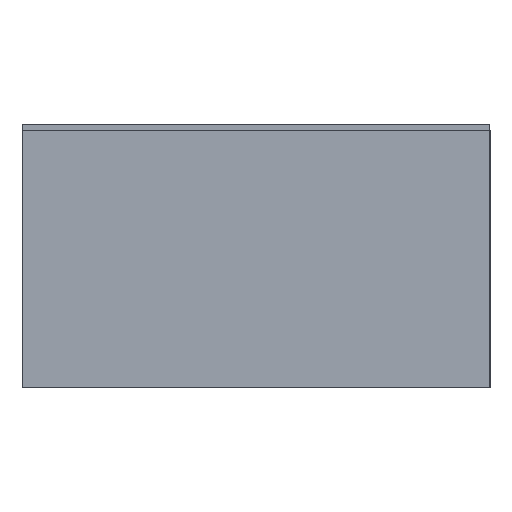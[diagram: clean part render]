
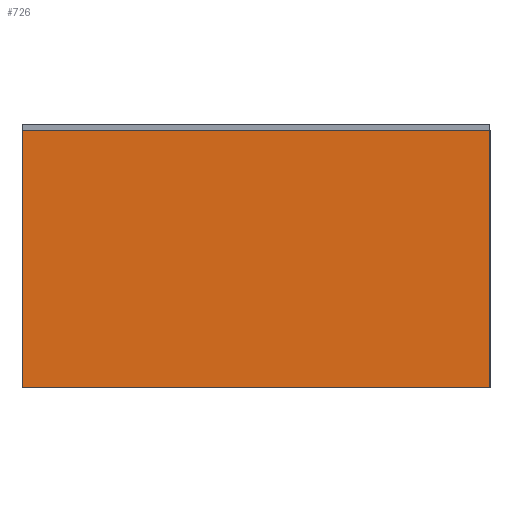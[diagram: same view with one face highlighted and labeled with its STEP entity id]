
A CAD part, left-side view. The second image highlights one B-rep face of the part: STEP entity #726.
In plain terms, the highlighted planar face has unit normal (-1, 0, 0).
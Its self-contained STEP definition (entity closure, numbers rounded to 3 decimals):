
#172=ORIENTED_EDGE('',*,*,#303,.F.);
#173=ORIENTED_EDGE('',*,*,#306,.F.);
#174=ORIENTED_EDGE('',*,*,#293,.T.);
#175=ORIENTED_EDGE('',*,*,#279,.T.);
#279=EDGE_CURVE('',#360,#359,#439,.T.);
#293=EDGE_CURVE('',#372,#360,#453,.T.);
#303=EDGE_CURVE('',#379,#359,#463,.T.);
#306=EDGE_CURVE('',#372,#379,#466,.T.);
#359=VERTEX_POINT('',#1124);
#360=VERTEX_POINT('',#1126);
#372=VERTEX_POINT('',#1154);
#379=VERTEX_POINT('',#1171);
#439=LINE('',#1125,#535);
#453=LINE('',#1153,#549);
#463=LINE('',#1172,#559);
#466=LINE('',#1177,#562);
#535=VECTOR('',#928,1000.);
#549=VECTOR('',#946,1000.);
#559=VECTOR('',#958,1000.);
#562=VECTOR('',#965,1000.);
#606=EDGE_LOOP('',(#172,#173,#174,#175));
#646=FACE_BOUND('',#606,.T.);
#686=PLANE('',#815);
#726=ADVANCED_FACE('',(#646),#686,.T.);
#815=AXIS2_PLACEMENT_3D('',#1178,#966,#967);
#928=DIRECTION('',(0.,1.,0.));
#946=DIRECTION('',(0.,0.,1.));
#958=DIRECTION('',(0.,0.,1.));
#965=DIRECTION('',(0.,1.,0.));
#966=DIRECTION('',(-1.,0.,0.));
#967=DIRECTION('',(0.,0.,1.));
#1124=CARTESIAN_POINT('',(-0.8,0.4,0.44));
#1125=CARTESIAN_POINT('',(-0.8,-0.4,0.44));
#1126=CARTESIAN_POINT('',(-0.8,-0.4,0.44));
#1153=CARTESIAN_POINT('',(-0.8,-0.4,0.));
#1154=CARTESIAN_POINT('',(-0.8,-0.4,0.));
#1171=CARTESIAN_POINT('',(-0.8,0.4,0.));
#1172=CARTESIAN_POINT('',(-0.8,0.4,0.));
#1177=CARTESIAN_POINT('',(-0.8,-0.4,0.));
#1178=CARTESIAN_POINT('',(-0.8,-0.4,0.));
